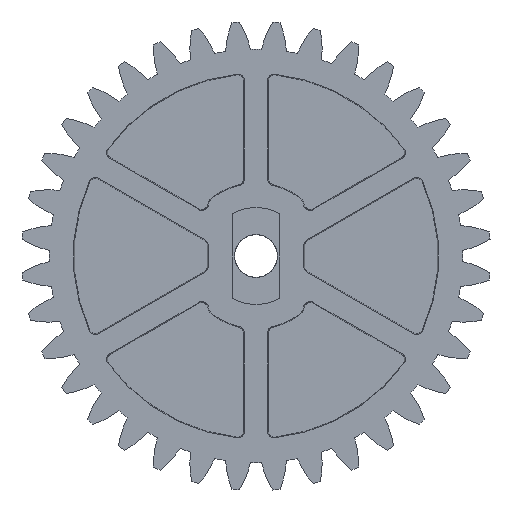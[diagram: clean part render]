
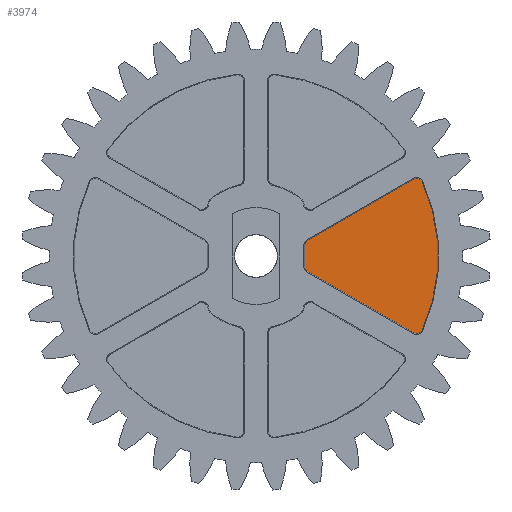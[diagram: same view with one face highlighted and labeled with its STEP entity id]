
A CAD part, left-side view. The second image highlights one B-rep face of the part: STEP entity #3974.
In plain terms, the highlighted planar face has unit normal (-1, 0, 0).
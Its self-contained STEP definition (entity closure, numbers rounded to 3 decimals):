
#367 = LINE ( 'NONE', #1006, #6369 ) ;
#451 = ORIENTED_EDGE ( 'NONE', *, *, #8999, .T. ) ;
#616 = CARTESIAN_POINT ( 'NONE',  ( 1.5, -3.93, -0.826 ) ) ;
#935 = EDGE_CURVE ( 'NONE', #3442, #7447, #1130, .T. ) ;
#963 = CARTESIAN_POINT ( 'NONE',  ( 1.5, -12.772, -6.219 ) ) ;
#998 = CARTESIAN_POINT ( 'NONE',  ( 1.5, -13.421, 6.118 ) ) ;
#1006 = CARTESIAN_POINT ( 'NONE',  ( 1.5, -3.93, 0. ) ) ;
#1127 = FACE_OUTER_BOUND ( 'NONE', #8138, .T. ) ;
#1130 = LINE ( 'NONE', #9423, #4639 ) ;
#1516 = DIRECTION ( 'NONE',  ( 0., 0., -1. ) ) ;
#1816 = CARTESIAN_POINT ( 'NONE',  ( 1.5, -4.18, -1.259 ) ) ;
#1909 = DIRECTION ( 'NONE',  ( 0., -0.866, 0.5 ) ) ;
#2138 = DIRECTION ( 'NONE',  ( 1., 0., 0. ) ) ;
#2194 = CARTESIAN_POINT ( 'NONE',  ( 1.5, 0., 0. ) ) ;
#2197 = CARTESIAN_POINT ( 'NONE',  ( 1.5, -3.93, 0.826 ) ) ;
#2296 = ORIENTED_EDGE ( 'NONE', *, *, #3599, .T. ) ;
#2490 = EDGE_CURVE ( 'NONE', #5586, #9306, #8480, .T. ) ;
#2869 = VERTEX_POINT ( 'NONE', #10058 ) ;
#2871 = ORIENTED_EDGE ( 'NONE', *, *, #2490, .F. ) ;
#2926 = CARTESIAN_POINT ( 'NONE',  ( 1.5, -4.021, 1.167 ) ) ;
#3199 = CARTESIAN_POINT ( 'NONE',  ( 1.5, -13.478, 5.989 ) ) ;
#3361 = CARTESIAN_POINT ( 'NONE',  ( 1.5, -4.18, 1.259 ) ) ;
#3442 = VERTEX_POINT ( 'NONE', #3361 ) ;
#3449 = EDGE_CURVE ( 'NONE', #9647, #7041, #5190, .T. ) ;
#3501 = ORIENTED_EDGE ( 'NONE', *, *, #935, .F. ) ;
#3599 = EDGE_CURVE ( 'NONE', #9647, #9306, #4649, .T. ) ;
#3974 = ADVANCED_FACE ( 'NONE', ( #1127 ), #7276, .F. ) ;
#4074 = EDGE_CURVE ( 'NONE', #2869, #6928, #367, .T. ) ;
#4098 = CARTESIAN_POINT ( 'NONE',  ( 1.5, -3.93, 1.009 ) ) ;
#4386 = CARTESIAN_POINT ( 'NONE',  ( 1.5, -13.044, 6.305 ) ) ;
#4470 = CARTESIAN_POINT ( 'NONE',  ( 1.5, -12.772, -6.219 ) ) ;
#4589 = CARTESIAN_POINT ( 'NONE',  ( 1.5, -13.478, -5.989 ) ) ;
#4639 = VECTOR ( 'NONE', #1909, 1000. ) ;
#4649 = B_SPLINE_CURVE_WITH_KNOTS ( 'NONE', 3,
 ( #963, #5592, #6012, #5769, #9563, #4589 ),
 .UNSPECIFIED., .F., .F.,
 ( 4, 2, 4 ),
 ( 0., 0., 0.001 ),
 .UNSPECIFIED. ) ;
#5018 = CARTESIAN_POINT ( 'NONE',  ( 1.5, -12.894, 6.29 ) ) ;
#5172 = CARTESIAN_POINT ( 'NONE',  ( 1.5, -3.93, -0.826 ) ) ;
#5190 = LINE ( 'NONE', #6963, #5421 ) ;
#5268 = CARTESIAN_POINT ( 'NONE',  ( 1.5, -4.18, 1.259 ) ) ;
#5269 = CARTESIAN_POINT ( 'NONE',  ( 1.5, -12.772, 6.219 ) ) ;
#5421 = VECTOR ( 'NONE', #7424, 1000. ) ;
#5520 = DIRECTION ( 'NONE',  ( 0., 0., -1. ) ) ;
#5586 = VERTEX_POINT ( 'NONE', #3199 ) ;
#5592 = CARTESIAN_POINT ( 'NONE',  ( 1.5, -12.894, -6.29 ) ) ;
#5769 = CARTESIAN_POINT ( 'NONE',  ( 1.5, -13.308, -6.219 ) ) ;
#5903 = EDGE_CURVE ( 'NONE', #5586, #7447, #8553, .T. ) ;
#6012 = CARTESIAN_POINT ( 'NONE',  ( 1.5, -13.044, -6.305 ) ) ;
#6087 = ORIENTED_EDGE ( 'NONE', *, *, #6237, .T. ) ;
#6237 = EDGE_CURVE ( 'NONE', #3442, #2869, #9180, .T. ) ;
#6344 = ORIENTED_EDGE ( 'NONE', *, *, #4074, .T. ) ;
#6369 = VECTOR ( 'NONE', #5520, 1000. ) ;
#6441 = ORIENTED_EDGE ( 'NONE', *, *, #5903, .T. ) ;
#6481 = DIRECTION ( 'NONE',  ( 1., 0., 0. ) ) ;
#6670 = AXIS2_PLACEMENT_3D ( 'NONE', #8477, #6481, #7479 ) ;
#6758 = CARTESIAN_POINT ( 'NONE',  ( 1.5, -13.308, 6.219 ) ) ;
#6928 = VERTEX_POINT ( 'NONE', #616 ) ;
#6960 = CARTESIAN_POINT ( 'NONE',  ( 1.5, -4.021, -1.167 ) ) ;
#6963 = CARTESIAN_POINT ( 'NONE',  ( 1.5, -0.5, 0.866 ) ) ;
#7041 = VERTEX_POINT ( 'NONE', #1816 ) ;
#7075 =( BOUNDED_CURVE ( )  B_SPLINE_CURVE ( 3, ( #5172, #8483, #6960, #10127 ),
 .UNSPECIFIED., .F., .F. ) 
 B_SPLINE_CURVE_WITH_KNOTS ( ( 4, 4 ),
 ( 2.618, 3.665 ),
 .UNSPECIFIED. ) 
 CURVE ( )  GEOMETRIC_REPRESENTATION_ITEM ( )  RATIONAL_B_SPLINE_CURVE ( ( 1., 0.911, 0.911, 1. ) ) 
 REPRESENTATION_ITEM ( '' )  );
#7276 = PLANE ( 'NONE',  #10101 ) ;
#7365 = CARTESIAN_POINT ( 'NONE',  ( 1.5, -13.478, -5.989 ) ) ;
#7424 = DIRECTION ( 'NONE',  ( 0., 0.866, 0.5 ) ) ;
#7447 = VERTEX_POINT ( 'NONE', #9167 ) ;
#7479 = DIRECTION ( 'NONE',  ( 0., 0., -1. ) ) ;
#8058 = ORIENTED_EDGE ( 'NONE', *, *, #3449, .F. ) ;
#8138 = EDGE_LOOP ( 'NONE', ( #2871, #6441, #3501, #6087, #6344, #451, #8058, #2296 ) ) ;
#8477 = CARTESIAN_POINT ( 'NONE',  ( 1.5, 0., 0. ) ) ;
#8480 = CIRCLE ( 'NONE', #6670, 14.749 ) ;
#8483 = CARTESIAN_POINT ( 'NONE',  ( 1.5, -3.93, -1.009 ) ) ;
#8553 = B_SPLINE_CURVE_WITH_KNOTS ( 'NONE', 3,
 ( #9949, #998, #6758, #4386, #5018, #5269 ),
 .UNSPECIFIED., .F., .F.,
 ( 4, 2, 4 ),
 ( 0., 0., 0.001 ),
 .UNSPECIFIED. ) ;
#8999 = EDGE_CURVE ( 'NONE', #6928, #7041, #7075, .T. ) ;
#9167 = CARTESIAN_POINT ( 'NONE',  ( 1.5, -12.772, 6.219 ) ) ;
#9180 =( BOUNDED_CURVE ( )  B_SPLINE_CURVE ( 3, ( #5268, #2926, #4098, #2197 ),
 .UNSPECIFIED., .F., .F. ) 
 B_SPLINE_CURVE_WITH_KNOTS ( ( 4, 4 ),
 ( 2.618, 3.665 ),
 .UNSPECIFIED. ) 
 CURVE ( )  GEOMETRIC_REPRESENTATION_ITEM ( )  RATIONAL_B_SPLINE_CURVE ( ( 1., 0.911, 0.911, 1. ) ) 
 REPRESENTATION_ITEM ( '' )  );
#9306 = VERTEX_POINT ( 'NONE', #7365 ) ;
#9423 = CARTESIAN_POINT ( 'NONE',  ( 1.5, -0.5, -0.866 ) ) ;
#9563 = CARTESIAN_POINT ( 'NONE',  ( 1.5, -13.421, -6.118 ) ) ;
#9647 = VERTEX_POINT ( 'NONE', #4470 ) ;
#9949 = CARTESIAN_POINT ( 'NONE',  ( 1.5, -13.478, 5.989 ) ) ;
#10058 = CARTESIAN_POINT ( 'NONE',  ( 1.5, -3.93, 0.826 ) ) ;
#10101 = AXIS2_PLACEMENT_3D ( 'NONE', #2194, #2138, #1516 ) ;
#10127 = CARTESIAN_POINT ( 'NONE',  ( 1.5, -4.18, -1.259 ) ) ;
